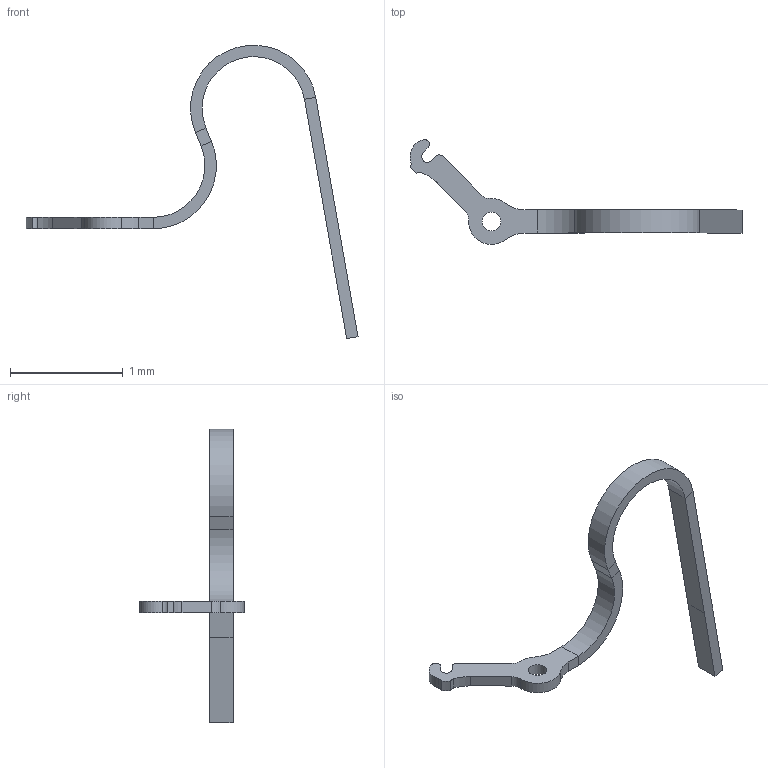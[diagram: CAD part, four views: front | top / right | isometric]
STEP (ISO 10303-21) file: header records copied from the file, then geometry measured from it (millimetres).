
FILE_DESCRIPTION (( 'STEP AP214' ), '1' );
FILE_NAME ('30-29-277-G Tip Arm Link_0.1mm-thick.STEP', '2019-08-29T00:15:02', ( '' ), ( '' ), 'SwSTEP 2.0', 'SolidWorks 2017', '' );
FILE_SCHEMA (( 'AUTOMOTIVE_DESIGN' ));
Length unit declared in the file: inch
Products named in the file (1): 30-29-277-G Tip Arm Link_0.1mm-thick
Bounding box: 2.94 x 0.93 x 2.6 mm (x, y, z)
Volume: 0.1 mm3; surface area: 4.1 mm2
Topology: 1 solids, 1 shells, 41 faces, 101 edges, 62 vertices
Faces by surface type: plane 22, cylinder 19
Full cylindrical faces by diameter (mm): 0.165 x1
Entity records: 1244 total; most frequent: DIRECTION 222, CARTESIAN_POINT 204, ORIENTED_EDGE 200, EDGE_CURVE 100, AXIS2_PLACEMENT_3D 80, LINE 62, VERTEX_POINT 62, VECTOR 62
